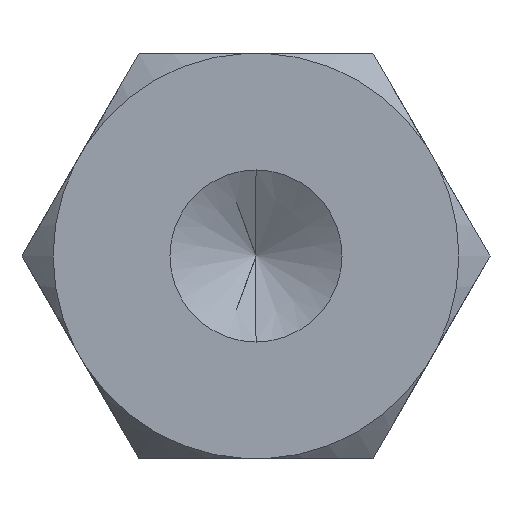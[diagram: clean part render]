
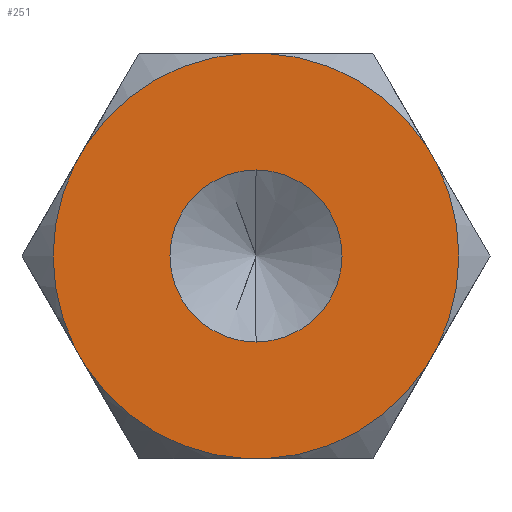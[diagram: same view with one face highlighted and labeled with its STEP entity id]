
A CAD part, front view. The second image highlights one B-rep face of the part: STEP entity #251.
In plain terms, the highlighted planar face has unit normal (0, -1, 0).
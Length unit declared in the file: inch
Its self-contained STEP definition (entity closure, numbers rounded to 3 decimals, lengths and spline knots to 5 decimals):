
#8 = ORIENTED_EDGE ( 'NONE', *, *, #270, .T. ) ;
#9 = CARTESIAN_POINT ( 'NONE',  ( -0.10811, -1.785, 0.18725 ) ) ;
#16 = DIRECTION ( 'NONE',  ( 0., 0., 1. ) ) ;
#20 = VERTEX_POINT ( 'NONE', #298 ) ;
#36 = ORIENTED_EDGE ( 'NONE', *, *, #129, .T. ) ;
#40 = AXIS2_PLACEMENT_3D ( 'NONE', #272, #597, #941 ) ;
#43 = CARTESIAN_POINT ( 'NONE',  ( -0.167, -1.785, 0.08524 ) ) ;
#44 = VERTEX_POINT ( 'NONE', #222 ) ;
#54 = DIRECTION ( 'NONE',  ( 0., 0., 1. ) ) ;
#61 = CIRCLE ( 'NONE', #673, 0.1875 ) ;
#70 = CIRCLE ( 'NONE', #828, 0.1875 ) ;
#73 = CARTESIAN_POINT ( 'NONE',  ( 0., -1.785, -0.0795 ) ) ;
#82 = CARTESIAN_POINT ( 'NONE',  ( 0., -1.785, 0. ) ) ;
#85 = CIRCLE ( 'NONE', #692, 0.1875 ) ;
#100 = CARTESIAN_POINT ( 'NONE',  ( 0., -1.785, 0. ) ) ;
#101 = PLANE ( 'NONE',  #656 ) ;
#103 = CARTESIAN_POINT ( 'NONE',  ( -0.00968, -1.785, -0.18725 ) ) ;
#104 = LINE ( 'NONE', #1003, #1014 ) ;
#109 = EDGE_CURVE ( 'NONE', #522, #44, #871, .T. ) ;
#111 = EDGE_CURVE ( 'NONE', #352, #281, #104, .T. ) ;
#127 = CIRCLE ( 'NONE', #752, 0.1875 ) ;
#129 = EDGE_CURVE ( 'NONE', #352, #20, #61, .T. ) ;
#135 = CARTESIAN_POINT ( 'NONE',  ( 0.167, -1.785, 0.08524 ) ) ;
#144 = CARTESIAN_POINT ( 'NONE',  ( 0.10811, -1.785, 0.18725 ) ) ;
#148 = ORIENTED_EDGE ( 'NONE', *, *, #109, .F. ) ;
#182 = CARTESIAN_POINT ( 'NONE',  ( -0.15732, -1.785, 0.10201 ) ) ;
#183 = ORIENTED_EDGE ( 'NONE', *, *, #236, .F. ) ;
#190 = CARTESIAN_POINT ( 'NONE',  ( 0., -1.785, 0. ) ) ;
#203 = VERTEX_POINT ( 'NONE', #182 ) ;
#222 = CARTESIAN_POINT ( 'NONE',  ( 0., -1.785, 0.0795 ) ) ;
#236 = EDGE_CURVE ( 'NONE', #44, #522, #514, .T. ) ;
#244 = CARTESIAN_POINT ( 'NONE',  ( 0.21622, -1.785, 0. ) ) ;
#251 = ADVANCED_FACE ( 'NONE', ( #518, #864 ), #101, .F. ) ;
#270 = EDGE_CURVE ( 'NONE', #648, #398, #328, .T. ) ;
#272 = CARTESIAN_POINT ( 'NONE',  ( 0., -1.785, 0. ) ) ;
#278 = CARTESIAN_POINT ( 'NONE',  ( 0., -1.785, 0. ) ) ;
#281 = VERTEX_POINT ( 'NONE', #103 ) ;
#290 = AXIS2_PLACEMENT_3D ( 'NONE', #471, #811, #54 ) ;
#295 = LINE ( 'NONE', #624, #472 ) ;
#298 = CARTESIAN_POINT ( 'NONE',  ( 0.15732, -1.785, -0.10201 ) ) ;
#300 = ORIENTED_EDGE ( 'NONE', *, *, #1064, .F. ) ;
#308 = CARTESIAN_POINT ( 'NONE',  ( -0.21622, -1.785, 0. ) ) ;
#318 = DIRECTION ( 'NONE',  ( 0., -1., 0. ) ) ;
#328 = CIRCLE ( 'NONE', #940, 0.1875 ) ;
#329 = DIRECTION ( 'NONE',  ( 0., 0., -1. ) ) ;
#334 = DIRECTION ( 'NONE',  ( 0., 0., 1. ) ) ;
#336 = EDGE_CURVE ( 'NONE', #396, #203, #127, .T. ) ;
#352 = VERTEX_POINT ( 'NONE', #611 ) ;
#353 = DIRECTION ( 'NONE',  ( 1., 0., 0. ) ) ;
#396 = VERTEX_POINT ( 'NONE', #893 ) ;
#398 = VERTEX_POINT ( 'NONE', #135 ) ;
#399 = AXIS2_PLACEMENT_3D ( 'NONE', #403, #1056, #329 ) ;
#403 = CARTESIAN_POINT ( 'NONE',  ( 0., -1.785, 0. ) ) ;
#404 = CARTESIAN_POINT ( 'NONE',  ( 0.15732, -1.785, 0.10201 ) ) ;
#407 = EDGE_CURVE ( 'NONE', #812, #902, #770, .T. ) ;
#418 = DIRECTION ( 'NONE',  ( 0., -1., 0. ) ) ;
#421 = EDGE_CURVE ( 'NONE', #826, #203, #1067, .T. ) ;
#440 = DIRECTION ( 'NONE',  ( 0., -1., 0. ) ) ;
#442 = CARTESIAN_POINT ( 'NONE',  ( 0., -1.785, 0. ) ) ;
#443 = EDGE_CURVE ( 'NONE', #902, #398, #899, .T. ) ;
#461 = CARTESIAN_POINT ( 'NONE',  ( 0.00968, -1.785, 0.18725 ) ) ;
#471 = CARTESIAN_POINT ( 'NONE',  ( 0., -1.785, 0. ) ) ;
#472 = VECTOR ( 'NONE', #968, 39.37008 ) ;
#478 = DIRECTION ( 'NONE',  ( 0.5, 0., -0.866 ) ) ;
#482 = ORIENTED_EDGE ( 'NONE', *, *, #407, .F. ) ;
#488 = ORIENTED_EDGE ( 'NONE', *, *, #939, .F. ) ;
#492 = VECTOR ( 'NONE', #571, 39.37008 ) ;
#497 = DIRECTION ( 'NONE',  ( -1., 0., 0. ) ) ;
#514 = CIRCLE ( 'NONE', #40, 0.0795 ) ;
#518 = FACE_BOUND ( 'NONE', #805, .T. ) ;
#520 = DIRECTION ( 'NONE',  ( 0., -1., 0. ) ) ;
#522 = VERTEX_POINT ( 'NONE', #73 ) ;
#551 = VECTOR ( 'NONE', #353, 39.37008 ) ;
#571 = DIRECTION ( 'NONE',  ( -0.5, 0., -0.866 ) ) ;
#593 = ORIENTED_EDGE ( 'NONE', *, *, #421, .F. ) ;
#597 = DIRECTION ( 'NONE',  ( 0., -1., 0. ) ) ;
#607 = DIRECTION ( 'NONE',  ( 0., -1., 0. ) ) ;
#611 = CARTESIAN_POINT ( 'NONE',  ( 0.00968, -1.785, -0.18725 ) ) ;
#624 = CARTESIAN_POINT ( 'NONE',  ( -0.10811, -1.785, -0.18725 ) ) ;
#632 = ORIENTED_EDGE ( 'NONE', *, *, #111, .F. ) ;
#637 = DIRECTION ( 'NONE',  ( 0.5, 0., 0.866 ) ) ;
#648 = VERTEX_POINT ( 'NONE', #852 ) ;
#649 = DIRECTION ( 'NONE',  ( 0., 0., 1. ) ) ;
#656 = AXIS2_PLACEMENT_3D ( 'NONE', #442, #777, #16 ) ;
#670 = ORIENTED_EDGE ( 'NONE', *, *, #693, .T. ) ;
#673 = AXIS2_PLACEMENT_3D ( 'NONE', #82, #418, #334 ) ;
#680 = EDGE_CURVE ( 'NONE', #396, #812, #772, .T. ) ;
#692 = AXIS2_PLACEMENT_3D ( 'NONE', #100, #440, #776 ) ;
#693 = EDGE_CURVE ( 'NONE', #904, #281, #85, .T. ) ;
#737 = CARTESIAN_POINT ( 'NONE',  ( -0.15732, -1.785, -0.10201 ) ) ;
#752 = AXIS2_PLACEMENT_3D ( 'NONE', #278, #607, #950 ) ;
#766 = EDGE_LOOP ( 'NONE', ( #854, #979, #593, #1074, #300, #670, #632, #36, #488, #8, #791, #482 ) ) ;
#770 = CIRCLE ( 'NONE', #290, 0.1875 ) ;
#772 = LINE ( 'NONE', #9, #551 ) ;
#776 = DIRECTION ( 'NONE',  ( 0., 0., 1. ) ) ;
#777 = DIRECTION ( 'NONE',  ( 0., 1., 0. ) ) ;
#791 = ORIENTED_EDGE ( 'NONE', *, *, #443, .F. ) ;
#805 = EDGE_LOOP ( 'NONE', ( #148, #183 ) ) ;
#811 = DIRECTION ( 'NONE',  ( 0., 1., 0. ) ) ;
#812 = VERTEX_POINT ( 'NONE', #461 ) ;
#826 = VERTEX_POINT ( 'NONE', #43 ) ;
#828 = AXIS2_PLACEMENT_3D ( 'NONE', #1075, #318, #649 ) ;
#852 = CARTESIAN_POINT ( 'NONE',  ( 0.167, -1.785, -0.08524 ) ) ;
#854 = ORIENTED_EDGE ( 'NONE', *, *, #680, .F. ) ;
#864 = FACE_OUTER_BOUND ( 'NONE', #766, .T. ) ;
#866 = DIRECTION ( 'NONE',  ( 0., 0., 1. ) ) ;
#871 = CIRCLE ( 'NONE', #399, 0.0795 ) ;
#893 = CARTESIAN_POINT ( 'NONE',  ( -0.00968, -1.785, 0.18725 ) ) ;
#899 = LINE ( 'NONE', #144, #1049 ) ;
#902 = VERTEX_POINT ( 'NONE', #404 ) ;
#904 = VERTEX_POINT ( 'NONE', #737 ) ;
#911 = EDGE_CURVE ( 'NONE', #826, #953, #70, .T. ) ;
#915 = VECTOR ( 'NONE', #637, 39.37008 ) ;
#918 = CARTESIAN_POINT ( 'NONE',  ( -0.167, -1.785, -0.08524 ) ) ;
#939 = EDGE_CURVE ( 'NONE', #648, #20, #998, .T. ) ;
#940 = AXIS2_PLACEMENT_3D ( 'NONE', #190, #520, #866 ) ;
#941 = DIRECTION ( 'NONE',  ( 0., 0., -1. ) ) ;
#950 = DIRECTION ( 'NONE',  ( 0., 0., 1. ) ) ;
#953 = VERTEX_POINT ( 'NONE', #918 ) ;
#968 = DIRECTION ( 'NONE',  ( -0.5, 0., 0.866 ) ) ;
#979 = ORIENTED_EDGE ( 'NONE', *, *, #336, .T. ) ;
#998 = LINE ( 'NONE', #244, #492 ) ;
#1003 = CARTESIAN_POINT ( 'NONE',  ( 0.10811, -1.785, -0.18725 ) ) ;
#1014 = VECTOR ( 'NONE', #497, 39.37008 ) ;
#1049 = VECTOR ( 'NONE', #478, 39.37008 ) ;
#1056 = DIRECTION ( 'NONE',  ( 0., -1., 0. ) ) ;
#1064 = EDGE_CURVE ( 'NONE', #904, #953, #295, .T. ) ;
#1067 = LINE ( 'NONE', #308, #915 ) ;
#1074 = ORIENTED_EDGE ( 'NONE', *, *, #911, .T. ) ;
#1075 = CARTESIAN_POINT ( 'NONE',  ( 0., -1.785, 0. ) ) ;
